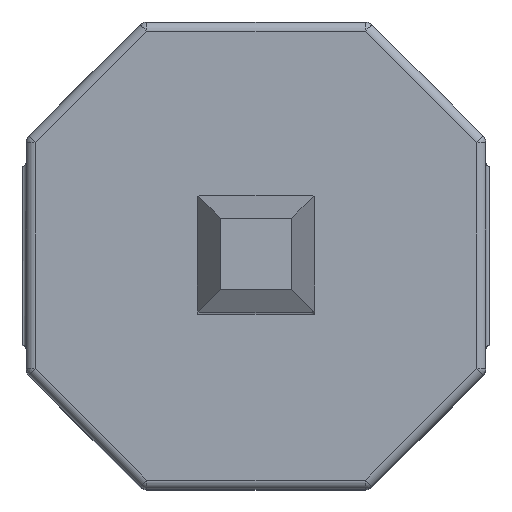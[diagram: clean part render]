
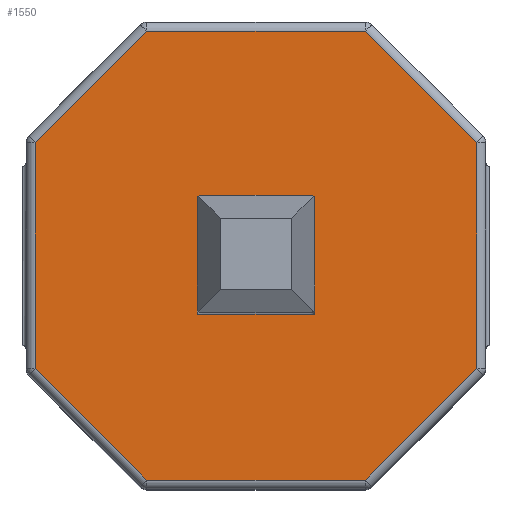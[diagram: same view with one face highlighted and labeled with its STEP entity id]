
A CAD part, top view. The second image highlights one B-rep face of the part: STEP entity #1550.
In plain terms, the highlighted planar face has unit normal (0, 0, 1).
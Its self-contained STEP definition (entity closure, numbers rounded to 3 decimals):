
#80=FACE_BOUND('',#294,.T.);
#201=FACE_OUTER_BOUND('',#293,.T.);
#293=EDGE_LOOP('',(#1166,#1167,#1168,#1169,#1170,#1171,#1172,#1173));
#294=EDGE_LOOP('',(#1174,#1175,#1176,#1177,#1178,#1179,#1180,#1181,#1182,
#1183,#1184,#1185));
#327=LINE('',#2235,#467);
#333=LINE('',#2247,#473);
#335=LINE('',#2253,#475);
#341=LINE('',#2265,#481);
#343=LINE('',#2270,#483);
#347=LINE('',#2277,#487);
#349=LINE('',#2282,#489);
#353=LINE('',#2289,#493);
#380=LINE('',#2412,#520);
#383=LINE('',#2444,#523);
#386=LINE('',#2467,#526);
#387=LINE('',#2475,#527);
#389=LINE('',#2478,#529);
#392=LINE('',#2484,#532);
#404=LINE('',#2502,#544);
#411=LINE('',#2513,#551);
#418=LINE('',#2526,#558);
#419=LINE('',#2527,#559);
#420=LINE('',#2528,#560);
#421=LINE('',#2529,#561);
#467=VECTOR('',#1768,10.);
#473=VECTOR('',#1776,10.);
#475=VECTOR('',#1780,10.);
#481=VECTOR('',#1788,10.);
#483=VECTOR('',#1792,10.);
#487=VECTOR('',#1798,10.);
#489=VECTOR('',#1802,10.);
#493=VECTOR('',#1808,10.);
#520=VECTOR('',#1939,10.);
#523=VECTOR('',#1978,10.);
#526=VECTOR('',#2007,10.);
#527=VECTOR('',#2018,10.);
#529=VECTOR('',#2022,10.);
#532=VECTOR('',#2031,10.);
#544=VECTOR('',#2055,10.);
#551=VECTOR('',#2070,10.);
#558=VECTOR('',#2089,10.);
#559=VECTOR('',#2090,10.);
#560=VECTOR('',#2091,10.);
#561=VECTOR('',#2092,10.);
#606=VERTEX_POINT('',#2231);
#608=VERTEX_POINT('',#2234);
#611=VERTEX_POINT('',#2241);
#613=VERTEX_POINT('',#2245);
#614=VERTEX_POINT('',#2249);
#616=VERTEX_POINT('',#2252);
#619=VERTEX_POINT('',#2259);
#621=VERTEX_POINT('',#2263);
#622=VERTEX_POINT('',#2267);
#625=VERTEX_POINT('',#2274);
#626=VERTEX_POINT('',#2279);
#629=VERTEX_POINT('',#2286);
#662=VERTEX_POINT('',#2380);
#667=VERTEX_POINT('',#2393);
#673=VERTEX_POINT('',#2407);
#679=VERTEX_POINT('',#2427);
#684=VERTEX_POINT('',#2440);
#689=VERTEX_POINT('',#2456);
#691=VERTEX_POINT('',#2462);
#693=VERTEX_POINT('',#2471);
#727=EDGE_CURVE('',#608,#606,#327,.T.);
#733=EDGE_CURVE('',#611,#613,#333,.T.);
#735=EDGE_CURVE('',#616,#614,#335,.T.);
#741=EDGE_CURVE('',#619,#621,#341,.T.);
#743=EDGE_CURVE('',#621,#622,#343,.T.);
#747=EDGE_CURVE('',#625,#608,#347,.T.);
#749=EDGE_CURVE('',#613,#626,#349,.T.);
#753=EDGE_CURVE('',#629,#616,#353,.T.);
#812=EDGE_CURVE('',#662,#673,#380,.T.);
#827=EDGE_CURVE('',#673,#684,#383,.T.);
#839=EDGE_CURVE('',#684,#691,#386,.T.);
#843=EDGE_CURVE('',#691,#693,#387,.T.);
#845=EDGE_CURVE('',#693,#689,#389,.T.);
#848=EDGE_CURVE('',#689,#679,#392,.T.);
#860=EDGE_CURVE('',#679,#667,#404,.T.);
#867=EDGE_CURVE('',#667,#662,#411,.T.);
#874=EDGE_CURVE('',#625,#622,#418,.T.);
#875=EDGE_CURVE('',#611,#606,#419,.T.);
#876=EDGE_CURVE('',#629,#626,#420,.T.);
#877=EDGE_CURVE('',#619,#614,#421,.T.);
#1166=ORIENTED_EDGE('',*,*,#812,.F.);
#1167=ORIENTED_EDGE('',*,*,#867,.F.);
#1168=ORIENTED_EDGE('',*,*,#860,.F.);
#1169=ORIENTED_EDGE('',*,*,#848,.F.);
#1170=ORIENTED_EDGE('',*,*,#845,.F.);
#1171=ORIENTED_EDGE('',*,*,#843,.F.);
#1172=ORIENTED_EDGE('',*,*,#839,.F.);
#1173=ORIENTED_EDGE('',*,*,#827,.F.);
#1174=ORIENTED_EDGE('',*,*,#743,.T.);
#1175=ORIENTED_EDGE('',*,*,#874,.F.);
#1176=ORIENTED_EDGE('',*,*,#747,.T.);
#1177=ORIENTED_EDGE('',*,*,#727,.T.);
#1178=ORIENTED_EDGE('',*,*,#875,.F.);
#1179=ORIENTED_EDGE('',*,*,#733,.T.);
#1180=ORIENTED_EDGE('',*,*,#749,.T.);
#1181=ORIENTED_EDGE('',*,*,#876,.F.);
#1182=ORIENTED_EDGE('',*,*,#753,.T.);
#1183=ORIENTED_EDGE('',*,*,#735,.T.);
#1184=ORIENTED_EDGE('',*,*,#877,.F.);
#1185=ORIENTED_EDGE('',*,*,#741,.T.);
#1373=PLANE('',#1716);
#1550=ADVANCED_FACE('',(#201,#80),#1373,.T.);
#1716=AXIS2_PLACEMENT_3D('',#2525,#2087,#2088);
#1768=DIRECTION('',(1.,0.,0.));
#1776=DIRECTION('',(1.,0.,0.));
#1780=DIRECTION('',(-1.,0.,0.));
#1788=DIRECTION('',(-1.,0.,0.));
#1792=DIRECTION('',(0.,1.,0.));
#1798=DIRECTION('',(0.,1.,0.));
#1802=DIRECTION('',(0.,-1.,0.));
#1808=DIRECTION('',(0.,-1.,0.));
#1939=DIRECTION('',(0.707,0.707,0.));
#1978=DIRECTION('',(1.,0.,0.));
#2007=DIRECTION('',(0.707,-0.707,0.));
#2018=DIRECTION('',(0.,-1.,0.));
#2022=DIRECTION('',(-0.707,-0.707,0.));
#2031=DIRECTION('',(-1.,0.,0.));
#2055=DIRECTION('',(-0.707,0.707,0.));
#2070=DIRECTION('',(0.,1.,0.));
#2087=DIRECTION('center_axis',(0.,0.,1.));
#2088=DIRECTION('ref_axis',(1.,0.,0.));
#2089=DIRECTION('',(0.,-1.,0.));
#2090=DIRECTION('',(-1.,0.,0.));
#2091=DIRECTION('',(0.,1.,0.));
#2092=DIRECTION('',(1.,0.,0.));
#2231=CARTESIAN_POINT('',(-0.295,0.318,2.5));
#2234=CARTESIAN_POINT('',(-0.32,0.317,2.5));
#2235=CARTESIAN_POINT('',(-0.16,0.317,2.5));
#2241=CARTESIAN_POINT('',(0.295,0.317,2.5));
#2245=CARTESIAN_POINT('',(0.32,0.317,2.5));
#2247=CARTESIAN_POINT('',(-0.16,0.317,2.5));
#2249=CARTESIAN_POINT('',(0.295,-0.323,2.5));
#2252=CARTESIAN_POINT('',(0.32,-0.323,2.5));
#2253=CARTESIAN_POINT('',(0.16,-0.323,2.5));
#2259=CARTESIAN_POINT('',(-0.295,-0.323,2.5));
#2263=CARTESIAN_POINT('',(-0.32,-0.323,2.5));
#2265=CARTESIAN_POINT('',(0.16,-0.323,2.5));
#2267=CARTESIAN_POINT('',(-0.32,-0.297,2.5));
#2270=CARTESIAN_POINT('',(-0.32,-0.163,2.5));
#2274=CARTESIAN_POINT('',(-0.32,0.292,2.5));
#2277=CARTESIAN_POINT('',(-0.32,-0.163,2.5));
#2279=CARTESIAN_POINT('',(0.32,0.292,2.5));
#2282=CARTESIAN_POINT('',(0.32,0.157,2.5));
#2286=CARTESIAN_POINT('',(0.32,-0.297,2.5));
#2289=CARTESIAN_POINT('',(0.32,0.157,2.5));
#2380=CARTESIAN_POINT('',(-1.2,0.612,2.5));
#2393=CARTESIAN_POINT('',(-1.2,-0.617,2.5));
#2407=CARTESIAN_POINT('',(-0.594,1.218,2.5));
#2412=CARTESIAN_POINT('',(-0.902,0.91,2.5));
#2427=CARTESIAN_POINT('',(-0.594,-1.223,2.5));
#2440=CARTESIAN_POINT('',(0.594,1.218,2.5));
#2444=CARTESIAN_POINT('',(0.625,1.218,2.5));
#2456=CARTESIAN_POINT('',(0.594,-1.223,2.5));
#2462=CARTESIAN_POINT('',(1.2,0.612,2.5));
#2467=CARTESIAN_POINT('',(0.902,0.91,2.5));
#2471=CARTESIAN_POINT('',(1.2,-0.617,2.5));
#2475=CARTESIAN_POINT('',(1.2,-0.638,2.5));
#2478=CARTESIAN_POINT('',(0.902,-0.915,2.5));
#2484=CARTESIAN_POINT('',(-0.625,-1.223,2.5));
#2502=CARTESIAN_POINT('',(-0.902,-0.915,2.5));
#2513=CARTESIAN_POINT('',(-1.2,0.632,2.5));
#2525=CARTESIAN_POINT('Origin',(0.,-0.003,2.5));
#2526=CARTESIAN_POINT('',(-0.32,-0.003,2.5));
#2527=CARTESIAN_POINT('',(0.,0.318,2.5));
#2528=CARTESIAN_POINT('',(0.32,-0.003,2.5));
#2529=CARTESIAN_POINT('',(0.,-0.323,2.5));
